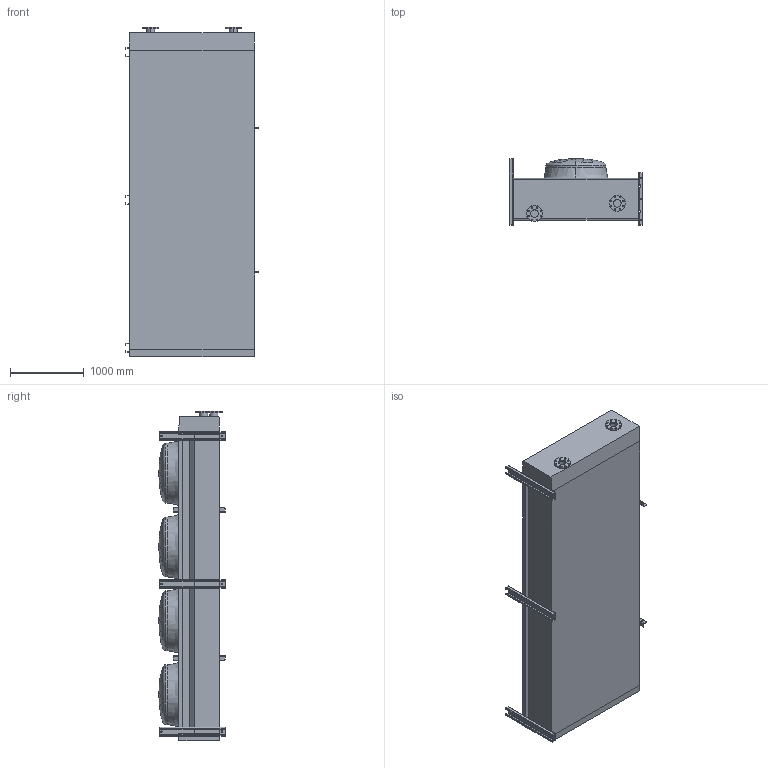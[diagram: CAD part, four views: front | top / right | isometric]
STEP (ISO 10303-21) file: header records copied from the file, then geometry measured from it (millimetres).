
FILE_DESCRIPTION (( 'STEP AP203' ), '1' );
FILE_NAME ('BOM_04C-V-SS.step', '2022-05-05T15:09:43', ( '' ), ( '' ), 'SwSTEP 2.0', 'SolidWorks 2019', '' );
FILE_SCHEMA (( 'CONFIG_CONTROL_DESIGN' ));
Length unit declared in the file: millimetre
Products named in the file (1): BOM_04C-V-SS
Bounding box: 1808 x 895 x 4455 mm (x, y, z)
Volume: 4574611403 mm3; surface area: 29706902.4 mm2
Topology: 8 solids, 8 shells, 290 faces, 820 edges, 556 vertices
Faces by surface type: cylinder 140, plane 106, bspline 44
Entity records: 14191 total; most frequent: CARTESIAN_POINT 6515, ORIENTED_EDGE 1624, DIRECTION 1550, EDGE_CURVE 812, AXIS2_PLACEMENT_3D 575, VERTEX_POINT 556, LINE 400, VECTOR 400
